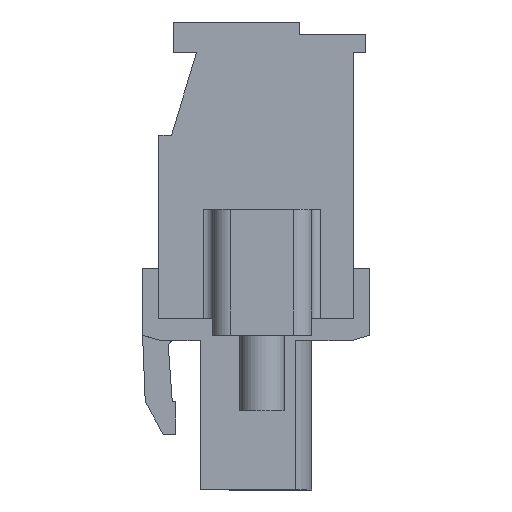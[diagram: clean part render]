
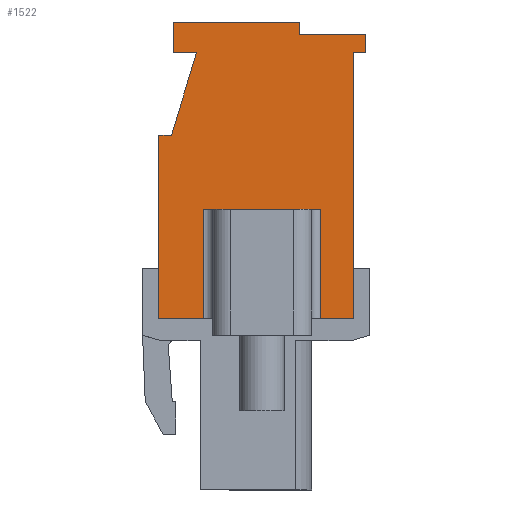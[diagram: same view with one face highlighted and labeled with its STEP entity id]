
A CAD part, left-side view. The second image highlights one B-rep face of the part: STEP entity #1522.
In plain terms, the highlighted planar face has unit normal (-1, 0, 0).
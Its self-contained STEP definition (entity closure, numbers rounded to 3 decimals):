
#1522 = ADVANCED_FACE( '', ( #3405 ), #3406, .T. );
#3405 = FACE_OUTER_BOUND( '', #5777, .T. );
#3406 = PLANE( '', #5778 );
#5777 = EDGE_LOOP( '', ( #9684, #9685, #9686, #9687, #9688, #9689, #9690, #9691, #9692, #9693, #9694, #9695, #9696, #9697, #9698, #9699 ) );
#5778 = AXIS2_PLACEMENT_3D( '', #9700, #9701, #9702 );
#9684 = ORIENTED_EDGE( '', *, *, #15114, .T. );
#9685 = ORIENTED_EDGE( '', *, *, #15692, .T. );
#9686 = ORIENTED_EDGE( '', *, *, #15693, .T. );
#9687 = ORIENTED_EDGE( '', *, *, #15694, .F. );
#9688 = ORIENTED_EDGE( '', *, *, #14331, .T. );
#9689 = ORIENTED_EDGE( '', *, *, #15695, .T. );
#9690 = ORIENTED_EDGE( '', *, *, #15696, .T. );
#9691 = ORIENTED_EDGE( '', *, *, #15697, .T. );
#9692 = ORIENTED_EDGE( '', *, *, #15698, .T. );
#9693 = ORIENTED_EDGE( '', *, *, #15699, .T. );
#9694 = ORIENTED_EDGE( '', *, *, #15579, .T. );
#9695 = ORIENTED_EDGE( '', *, *, #14707, .T. );
#9696 = ORIENTED_EDGE( '', *, *, #15700, .T. );
#9697 = ORIENTED_EDGE( '', *, *, #15631, .T. );
#9698 = ORIENTED_EDGE( '', *, *, #15701, .T. );
#9699 = ORIENTED_EDGE( '', *, *, #15702, .T. );
#9700 = CARTESIAN_POINT( '', ( 0., 0., 0. ) );
#9701 = DIRECTION( '', ( -1., 0., 0. ) );
#9702 = DIRECTION( '', ( 0., -1., 0. ) );
#14331 = EDGE_CURVE( '', #17083, #17080, #17084, .F. );
#14707 = EDGE_CURVE( '', #17744, #17745, #17746, .T. );
#15114 = EDGE_CURVE( '', #18455, #18453, #18456, .T. );
#15579 = EDGE_CURVE( '', #19207, #17744, #19208, .T. );
#15631 = EDGE_CURVE( '', #19282, #19283, #19284, .T. );
#15692 = EDGE_CURVE( '', #18453, #19372, #19373, .T. );
#15693 = EDGE_CURVE( '', #19372, #19374, #19375, .F. );
#15694 = EDGE_CURVE( '', #17083, #19374, #19376, .T. );
#15695 = EDGE_CURVE( '', #17080, #19377, #19378, .T. );
#15696 = EDGE_CURVE( '', #19377, #19379, #19380, .T. );
#15697 = EDGE_CURVE( '', #19379, #19381, #19382, .T. );
#15698 = EDGE_CURVE( '', #19381, #19383, #19384, .T. );
#15699 = EDGE_CURVE( '', #19383, #19207, #19385, .T. );
#15700 = EDGE_CURVE( '', #17745, #19282, #19386, .T. );
#15701 = EDGE_CURVE( '', #19283, #19387, #19388, .T. );
#15702 = EDGE_CURVE( '', #19387, #18455, #19389, .T. );
#17080 = VERTEX_POINT( '', #21168 );
#17083 = VERTEX_POINT( '', #21171 );
#17084 = LINE( '', #21172, #21173 );
#17744 = VERTEX_POINT( '', #22120 );
#17745 = VERTEX_POINT( '', #22121 );
#17746 = LINE( '', #22122, #22123 );
#18453 = VERTEX_POINT( '', #23159 );
#18455 = VERTEX_POINT( '', #23162 );
#18456 = LINE( '', #23163, #23164 );
#19207 = VERTEX_POINT( '', #24260 );
#19208 = LINE( '', #24261, #24262 );
#19282 = VERTEX_POINT( '', #24371 );
#19283 = VERTEX_POINT( '', #24372 );
#19284 = LINE( '', #24373, #24374 );
#19372 = VERTEX_POINT( '', #24498 );
#19373 = LINE( '', #24499, #24500 );
#19374 = VERTEX_POINT( '', #24501 );
#19375 = LINE( '', #24502, #24503 );
#19376 = LINE( '', #24504, #24505 );
#19377 = VERTEX_POINT( '', #24506 );
#19378 = LINE( '', #24507, #24508 );
#19379 = VERTEX_POINT( '', #24509 );
#19380 = LINE( '', #24510, #24511 );
#19381 = VERTEX_POINT( '', #24512 );
#19382 = LINE( '', #24513, #24514 );
#19383 = VERTEX_POINT( '', #24515 );
#19384 = LINE( '', #24516, #24517 );
#19385 = LINE( '', #24518, #24519 );
#19386 = LINE( '', #24520, #24521 );
#19387 = VERTEX_POINT( '', #24522 );
#19388 = LINE( '', #24523, #24524 );
#19389 = LINE( '', #24525, #24526 );
#21168 = CARTESIAN_POINT( '', ( 0., 1.8, 0.9 ) );
#21171 = CARTESIAN_POINT( '', ( 0., 1.8, 7. ) );
#21172 = CARTESIAN_POINT( '', ( 0., 1.8, 0. ) );
#21173 = VECTOR( '', #27093, 1000. );
#22120 = CARTESIAN_POINT( '', ( 0., 3., 17.4 ) );
#22121 = CARTESIAN_POINT( '', ( 0., 10., 17.4 ) );
#22122 = CARTESIAN_POINT( '', ( 0., 3., 17.4 ) );
#22123 = VECTOR( '', #27466, 1000. );
#23159 = CARTESIAN_POINT( '', ( 0., 10.8, 0.9 ) );
#23162 = CARTESIAN_POINT( '', ( 0., 10.8, 11.1 ) );
#23163 = CARTESIAN_POINT( '', ( 0., 10.8, 11.1 ) );
#23164 = VECTOR( '', #27854, 1000. );
#24260 = CARTESIAN_POINT( '', ( 0., 3., 16.7 ) );
#24261 = CARTESIAN_POINT( '', ( 0., 3., 16.7 ) );
#24262 = VECTOR( '', #28295, 1000. );
#24371 = CARTESIAN_POINT( '', ( 0., 10., 15.7 ) );
#24372 = CARTESIAN_POINT( '', ( 0., 8.7, 15.7 ) );
#24373 = CARTESIAN_POINT( '', ( 0., 10., 15.7 ) );
#24374 = VECTOR( '', #28340, 1000. );
#24498 = CARTESIAN_POINT( '', ( 0., 8.3, 0.9 ) );
#24499 = CARTESIAN_POINT( '', ( 0., 0., 0.9 ) );
#24500 = VECTOR( '', #28404, 1000. );
#24501 = CARTESIAN_POINT( '', ( 0., 8.3, 7. ) );
#24502 = CARTESIAN_POINT( '', ( 0., 8.3, 0. ) );
#24503 = VECTOR( '', #28405, 1000. );
#24504 = CARTESIAN_POINT( '', ( 0., 2.3, 7. ) );
#24505 = VECTOR( '', #28406, 1000. );
#24506 = CARTESIAN_POINT( '', ( 0., 0., 0.9 ) );
#24507 = CARTESIAN_POINT( '', ( 0., 0., 0.9 ) );
#24508 = VECTOR( '', #28407, 1000. );
#24509 = CARTESIAN_POINT( '', ( 0., 0., 15.7 ) );
#24510 = CARTESIAN_POINT( '', ( 0., 0., 0. ) );
#24511 = VECTOR( '', #28408, 1000. );
#24512 = CARTESIAN_POINT( '', ( 0., -0.7, 15.7 ) );
#24513 = CARTESIAN_POINT( '', ( 0., 0., 15.7 ) );
#24514 = VECTOR( '', #28409, 1000. );
#24515 = CARTESIAN_POINT( '', ( 0., -0.7, 16.7 ) );
#24516 = CARTESIAN_POINT( '', ( 0., -0.7, 15.7 ) );
#24517 = VECTOR( '', #28410, 1000. );
#24518 = CARTESIAN_POINT( '', ( 0., -0.7, 16.7 ) );
#24519 = VECTOR( '', #28411, 1000. );
#24520 = CARTESIAN_POINT( '', ( 0., 10., 17.4 ) );
#24521 = VECTOR( '', #28412, 1000. );
#24522 = CARTESIAN_POINT( '', ( 0., 10.1, 11.1 ) );
#24523 = CARTESIAN_POINT( '', ( 0., 8.7, 15.7 ) );
#24524 = VECTOR( '', #28413, 1000. );
#24525 = CARTESIAN_POINT( '', ( 0., 10.1, 11.1 ) );
#24526 = VECTOR( '', #28414, 1000. );
#27093 = DIRECTION( '', ( 0., 0., 1. ) );
#27466 = DIRECTION( '', ( 0., 1., 0. ) );
#27854 = DIRECTION( '', ( 0., 0., -1. ) );
#28295 = DIRECTION( '', ( 0., 0., 1. ) );
#28340 = DIRECTION( '', ( 0., -1., 0. ) );
#28404 = DIRECTION( '', ( 0., -1., 0. ) );
#28405 = DIRECTION( '', ( 0., 0., -1. ) );
#28406 = DIRECTION( '', ( 0., 1., 0. ) );
#28407 = DIRECTION( '', ( 0., -1., 0. ) );
#28408 = DIRECTION( '', ( 0., 0., 1. ) );
#28409 = DIRECTION( '', ( 0., -1., 0. ) );
#28410 = DIRECTION( '', ( 0., 0., 1. ) );
#28411 = DIRECTION( '', ( 0., 1., 0. ) );
#28412 = DIRECTION( '', ( 0., 0., -1. ) );
#28413 = DIRECTION( '', ( 0., 0.291, -0.957 ) );
#28414 = DIRECTION( '', ( 0., 1., 0. ) );
